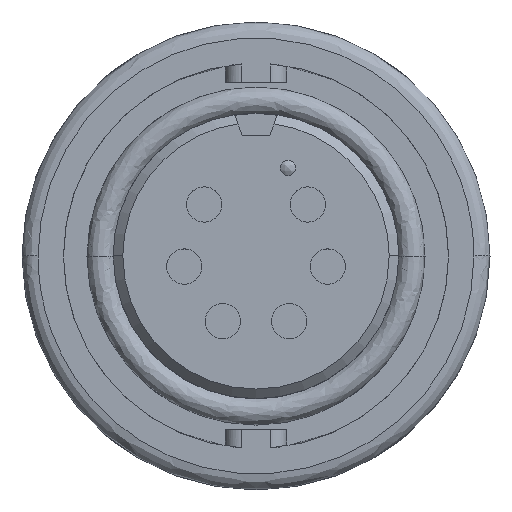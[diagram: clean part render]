
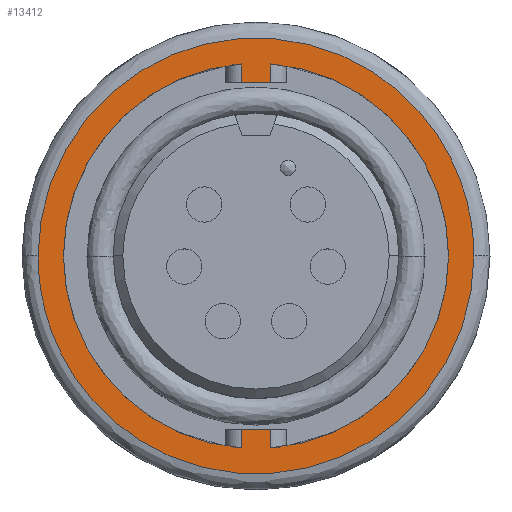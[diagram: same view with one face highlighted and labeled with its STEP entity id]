
A CAD part, top view. The second image highlights one B-rep face of the part: STEP entity #13412.
In plain terms, the highlighted planar face has unit normal (0, 0, 1).
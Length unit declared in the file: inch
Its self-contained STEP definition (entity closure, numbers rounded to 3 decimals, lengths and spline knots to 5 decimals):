
#274 = EDGE_LOOP ( 'NONE', ( #7517, #3870, #13909, #2243, #6504, #13139, #13255, #7065, #5105, #6713 ) ) ;
#364 = VERTEX_POINT ( 'NONE', #7809 ) ;
#406 = CARTESIAN_POINT ( 'NONE',  ( -0.0275, -0.35895, -0.12776 ) ) ;
#407 = CARTESIAN_POINT ( 'NONE',  ( -0.0275, 0.35895, -0.12776 ) ) ;
#423 = DIRECTION ( 'NONE',  ( 0., -1., 0. ) ) ;
#449 = CIRCLE ( 'NONE', #5150, 0.36 ) ;
#618 = VERTEX_POINT ( 'NONE', #406 ) ;
#665 = CARTESIAN_POINT ( 'NONE',  ( 0.0275, 0.325, -0.12776 ) ) ;
#753 = EDGE_CURVE ( 'NONE', #895, #2403, #12911, .T. ) ;
#895 = VERTEX_POINT ( 'NONE', #9245 ) ;
#1283 = VECTOR ( 'NONE', #10020, 39.37008 ) ;
#1465 = CARTESIAN_POINT ( 'NONE',  ( 0.0275, 0.325, -0.12776 ) ) ;
#1758 = VERTEX_POINT ( 'NONE', #407 ) ;
#2243 = ORIENTED_EDGE ( 'NONE', *, *, #12544, .T. ) ;
#2273 = CARTESIAN_POINT ( 'NONE',  ( 0.0275, 0.35895, -0.12776 ) ) ;
#2403 = VERTEX_POINT ( 'NONE', #2492 ) ;
#2492 = CARTESIAN_POINT ( 'NONE',  ( -0.4075, 0., -0.12776 ) ) ;
#2664 = CARTESIAN_POINT ( 'NONE',  ( 0.0275, 0., -0.12776 ) ) ;
#2797 = LINE ( 'NONE', #2664, #14389 ) ;
#2950 = EDGE_CURVE ( 'NONE', #7070, #3790, #10667, .T. ) ;
#3474 = DIRECTION ( 'NONE',  ( 0., 1., 0. ) ) ;
#3653 = CARTESIAN_POINT ( 'NONE',  ( 0., 0., -0.12776 ) ) ;
#3790 = VERTEX_POINT ( 'NONE', #5196 ) ;
#3870 = ORIENTED_EDGE ( 'NONE', *, *, #2950, .T. ) ;
#3928 = ORIENTED_EDGE ( 'NONE', *, *, #753, .F. ) ;
#4001 = PLANE ( 'NONE',  #13554 ) ;
#4148 = CARTESIAN_POINT ( 'NONE',  ( -0.4075, 0., -0.12776 ) ) ;
#4302 = AXIS2_PLACEMENT_3D ( 'NONE', #3653, #11531, #4801 ) ;
#4401 = DIRECTION ( 'NONE',  ( 0., 0., -1. ) ) ;
#4686 = LINE ( 'NONE', #11047, #1283 ) ;
#4709 = CARTESIAN_POINT ( 'NONE',  ( -0.4075, -0.815, -0.12776 ) ) ;
#4737 = CARTESIAN_POINT ( 'NONE',  ( 0., 0., -0.12776 ) ) ;
#4801 = DIRECTION ( 'NONE',  ( 1., 0., 0. ) ) ;
#4871 = VECTOR ( 'NONE', #3474, 39.37008 ) ;
#5105 = ORIENTED_EDGE ( 'NONE', *, *, #10997, .T. ) ;
#5150 = AXIS2_PLACEMENT_3D ( 'NONE', #11160, #4401, #12269 ) ;
#5196 = CARTESIAN_POINT ( 'NONE',  ( 0.36, 0., -0.12776 ) ) ;
#5275 = CIRCLE ( 'NONE', #4302, 0.36 ) ;
#5415 = DIRECTION ( 'NONE',  ( 0., 0., -1. ) ) ;
#5666 = EDGE_CURVE ( 'NONE', #618, #11744, #449, .T. ) ;
#5833 = DIRECTION ( 'NONE',  ( 1., 0., 0. ) ) ;
#5934 = CARTESIAN_POINT ( 'NONE',  ( -0.0275, 0.325, -0.12776 ) ) ;
#6059 = CARTESIAN_POINT ( 'NONE',  ( -0.0275, 0., -0.12776 ) ) ;
#6136 = DIRECTION ( 'NONE',  ( 0., 0., 1. ) ) ;
#6344 = DIRECTION ( 'NONE',  ( -1., 0., 0. ) ) ;
#6402 = CARTESIAN_POINT ( 'NONE',  ( 0.4075, 0., -0.12776 ) ) ;
#6469 = FACE_BOUND ( 'NONE', #274, .T. ) ;
#6504 = ORIENTED_EDGE ( 'NONE', *, *, #8611, .F. ) ;
#6703 = LINE ( 'NONE', #10680, #12347 ) ;
#6713 = ORIENTED_EDGE ( 'NONE', *, *, #12642, .F. ) ;
#7065 = ORIENTED_EDGE ( 'NONE', *, *, #14530, .T. ) ;
#7070 = VERTEX_POINT ( 'NONE', #2273 ) ;
#7241 = CIRCLE ( 'NONE', #12820, 0.36 ) ;
#7250 = VERTEX_POINT ( 'NONE', #1465 ) ;
#7512 = LINE ( 'NONE', #9153, #4871 ) ;
#7517 = ORIENTED_EDGE ( 'NONE', *, *, #7891, .T. ) ;
#7761 = CARTESIAN_POINT ( 'NONE',  ( -0.0275, -0.325, -0.12776 ) ) ;
#7809 = CARTESIAN_POINT ( 'NONE',  ( 0.0275, -0.325, -0.12776 ) ) ;
#7891 = EDGE_CURVE ( 'NONE', #7250, #7070, #7512, .T. ) ;
#8060 = LINE ( 'NONE', #665, #10746 ) ;
#8611 = EDGE_CURVE ( 'NONE', #13594, #364, #4686, .T. ) ;
#9036 = ORIENTED_EDGE ( 'NONE', *, *, #14334, .F. ) ;
#9153 = CARTESIAN_POINT ( 'NONE',  ( 0.0275, 0., -0.12776 ) ) ;
#9245 = CARTESIAN_POINT ( 'NONE',  ( 0.4075, 0., -0.12776 ) ) ;
#9427 = DIRECTION ( 'NONE',  ( 0., 1., 0. ) ) ;
#9465 = AXIS2_PLACEMENT_3D ( 'NONE', #12170, #5415, #13295 ) ;
#9520 = CARTESIAN_POINT ( 'NONE',  ( 0., 0., -0.12776 ) ) ;
#9853 = VERTEX_POINT ( 'NONE', #5934 ) ;
#10020 = DIRECTION ( 'NONE',  ( 1., 0., 0. ) ) ;
#10322 = CARTESIAN_POINT ( 'NONE',  ( 0.4075, -0.815, -0.12776 ) ) ;
#10586 = VECTOR ( 'NONE', #423, 39.37008 ) ;
#10667 = CIRCLE ( 'NONE', #9465, 0.36 ) ;
#10680 = CARTESIAN_POINT ( 'NONE',  ( -0.0275, 0., -0.12776 ) ) ;
#10746 = VECTOR ( 'NONE', #6344, 39.37008 ) ;
#10899 = CARTESIAN_POINT ( 'NONE',  ( -0.4075, 0.815, -0.12776 ) ) ;
#10922 = LINE ( 'NONE', #6059, #10586 ) ;
#10961 = EDGE_CURVE ( 'NONE', #3790, #14015, #5275, .T. ) ;
#10997 = EDGE_CURVE ( 'NONE', #1758, #9853, #10922, .T. ) ;
#11047 = CARTESIAN_POINT ( 'NONE',  ( -0.0275, -0.325, -0.12776 ) ) ;
#11160 = CARTESIAN_POINT ( 'NONE',  ( 0., 0., -0.12776 ) ) ;
#11438 = CARTESIAN_POINT ( 'NONE',  ( 0.4075, 0., -0.12776 ) ) ;
#11531 = DIRECTION ( 'NONE',  ( 0., 0., -1. ) ) ;
#11744 = VERTEX_POINT ( 'NONE', #13105 ) ;
#11789 = DIRECTION ( 'NONE',  ( 0., -1., 0. ) ) ;
#11878 = DIRECTION ( 'NONE',  ( 1., 0., 0. ) ) ;
#12036 = EDGE_LOOP ( 'NONE', ( #9036, #3928 ) ) ;
#12170 = CARTESIAN_POINT ( 'NONE',  ( 0., 0., -0.12776 ) ) ;
#12172 = CARTESIAN_POINT ( 'NONE',  ( 0.0275, -0.35895, -0.12776 ) ) ;
#12269 = DIRECTION ( 'NONE',  ( 1., 0., 0. ) ) ;
#12347 = VECTOR ( 'NONE', #11789, 39.37008 ) ;
#12451 = FACE_OUTER_BOUND ( 'NONE', #12036, .T. ) ;
#12544 = EDGE_CURVE ( 'NONE', #14015, #364, #2797, .T. ) ;
#12562 = CARTESIAN_POINT ( 'NONE',  ( -0.4075, 0., -0.12776 ) ) ;
#12588 = DIRECTION ( 'NONE',  ( 0., 0., -1. ) ) ;
#12642 = EDGE_CURVE ( 'NONE', #7250, #9853, #8060, .T. ) ;
#12820 = AXIS2_PLACEMENT_3D ( 'NONE', #4737, #12588, #5833 ) ;
#12911 =( BOUNDED_CURVE ( )  B_SPLINE_CURVE ( 3, ( #11438, #10322, #4709, #12562 ),
 .UNSPECIFIED., .F., .T. ) 
 B_SPLINE_CURVE_WITH_KNOTS ( ( 4, 4 ),
 ( 0., 1. ),
 .UNSPECIFIED. ) 
 CURVE ( )  GEOMETRIC_REPRESENTATION_ITEM ( )  RATIONAL_B_SPLINE_CURVE ( ( 1., 0.333, 0.333, 1. ) ) 
 REPRESENTATION_ITEM ( '' )  );
#13105 = CARTESIAN_POINT ( 'NONE',  ( -0.36, 0., -0.12776 ) ) ;
#13139 = ORIENTED_EDGE ( 'NONE', *, *, #14259, .T. ) ;
#13140 = CARTESIAN_POINT ( 'NONE',  ( 0.4075, 0.815, -0.12776 ) ) ;
#13255 = ORIENTED_EDGE ( 'NONE', *, *, #5666, .T. ) ;
#13295 = DIRECTION ( 'NONE',  ( 1., 0., 0. ) ) ;
#13412 = ADVANCED_FACE ( 'NONE', ( #12451, #6469 ), #4001, .T. ) ;
#13554 = AXIS2_PLACEMENT_3D ( 'NONE', #9520, #6136, #11878 ) ;
#13594 = VERTEX_POINT ( 'NONE', #7761 ) ;
#13909 = ORIENTED_EDGE ( 'NONE', *, *, #10961, .T. ) ;
#14015 = VERTEX_POINT ( 'NONE', #12172 ) ;
#14249 =( BOUNDED_CURVE ( )  B_SPLINE_CURVE ( 3, ( #4148, #10899, #13140, #6402 ),
 .UNSPECIFIED., .F., .F. ) 
 B_SPLINE_CURVE_WITH_KNOTS ( ( 4, 4 ),
 ( 0., 1. ),
 .UNSPECIFIED. ) 
 CURVE ( )  GEOMETRIC_REPRESENTATION_ITEM ( )  RATIONAL_B_SPLINE_CURVE ( ( 1., 0.333, 0.333, 1. ) ) 
 REPRESENTATION_ITEM ( '' )  );
#14259 = EDGE_CURVE ( 'NONE', #13594, #618, #6703, .T. ) ;
#14334 = EDGE_CURVE ( 'NONE', #2403, #895, #14249, .T. ) ;
#14389 = VECTOR ( 'NONE', #9427, 39.37008 ) ;
#14530 = EDGE_CURVE ( 'NONE', #11744, #1758, #7241, .T. ) ;
